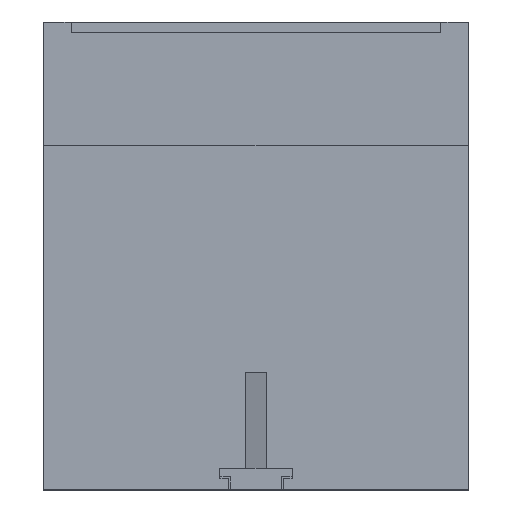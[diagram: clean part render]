
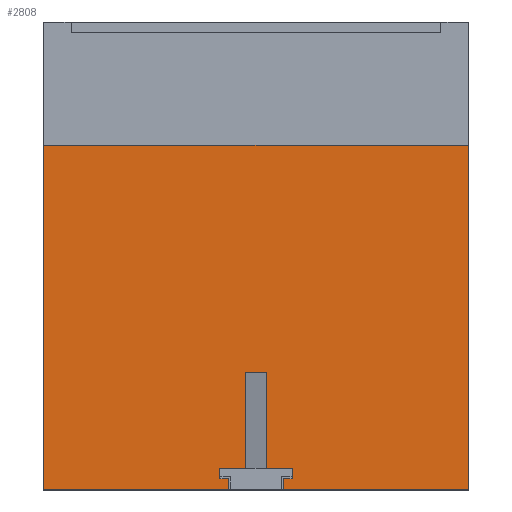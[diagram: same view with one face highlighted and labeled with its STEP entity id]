
A CAD part, top view. The second image highlights one B-rep face of the part: STEP entity #2808.
In plain terms, the highlighted planar face has unit normal (0, 0, 1).
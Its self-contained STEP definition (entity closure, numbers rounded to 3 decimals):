
#5 = CARTESIAN_POINT ( 'NONE',  ( -56.608, 2.5, 4.058 ) ) ;
#15 = ORIENTED_EDGE ( 'NONE', *, *, #1788, .F. ) ;
#126 = ORIENTED_EDGE ( 'NONE', *, *, #3788, .F. ) ;
#225 = LINE ( 'NONE', #463, #5133 ) ;
#268 = VERTEX_POINT ( 'NONE', #3853 ) ;
#303 = LINE ( 'NONE', #3166, #435 ) ;
#333 = VECTOR ( 'NONE', #5231, 1000. ) ;
#344 = CARTESIAN_POINT ( 'NONE',  ( -13.108, 110., 4.058 ) ) ;
#369 = CARTESIAN_POINT ( 'NONE',  ( -13.108, 81., 4.058 ) ) ;
#380 = DIRECTION ( 'NONE',  ( 0., 1., 0. ) ) ;
#435 = VECTOR ( 'NONE', #1554, 1000. ) ;
#457 = EDGE_CURVE ( 'NONE', #5020, #5149, #303, .T. ) ;
#463 = CARTESIAN_POINT ( 'NONE',  ( -69.608, 0., 4.058 ) ) ;
#618 = VECTOR ( 'NONE', #2639, 1000. ) ;
#797 = DIRECTION ( 'NONE',  ( 0., 1., 0. ) ) ;
#800 = VERTEX_POINT ( 'NONE', #3104 ) ;
#831 = VECTOR ( 'NONE', #5280, 1000. ) ;
#836 = CARTESIAN_POINT ( 'NONE',  ( -113.108, 81., 4.058 ) ) ;
#858 = VECTOR ( 'NONE', #797, 1000. ) ;
#909 = AXIS2_PLACEMENT_3D ( 'NONE', #2671, #3089, #5213 ) ;
#1012 = EDGE_CURVE ( 'NONE', #5020, #800, #5406, .T. ) ;
#1020 = CARTESIAN_POINT ( 'NONE',  ( -113.108, 0., 4.058 ) ) ;
#1022 = CARTESIAN_POINT ( 'NONE',  ( -113.108, 0., 4.058 ) ) ;
#1068 = LINE ( 'NONE', #4403, #2346 ) ;
#1107 = LINE ( 'NONE', #2099, #2212 ) ;
#1123 = LINE ( 'NONE', #5350, #4049 ) ;
#1189 = VERTEX_POINT ( 'NONE', #5057 ) ;
#1272 = CARTESIAN_POINT ( 'NONE',  ( -69.608, 2.5, 4.058 ) ) ;
#1412 = DIRECTION ( 'NONE',  ( 0., -1., 0. ) ) ;
#1451 = CARTESIAN_POINT ( 'NONE',  ( -65.608, 27.5, 4.058 ) ) ;
#1554 = DIRECTION ( 'NONE',  ( 1., 0., 0. ) ) ;
#1556 = CARTESIAN_POINT ( 'NONE',  ( -69.608, 2.5, 4.058 ) ) ;
#1598 = CARTESIAN_POINT ( 'NONE',  ( -54.608, 5., 4.058 ) ) ;
#1627 = EDGE_CURVE ( 'NONE', #4047, #2064, #225, .T. ) ;
#1637 = CARTESIAN_POINT ( 'NONE',  ( -69.608, 0., 4.058 ) ) ;
#1754 = ORIENTED_EDGE ( 'NONE', *, *, #3670, .T. ) ;
#1784 = ORIENTED_EDGE ( 'NONE', *, *, #1627, .F. ) ;
#1788 = EDGE_CURVE ( 'NONE', #2626, #3966, #3498, .T. ) ;
#1857 = EDGE_CURVE ( 'NONE', #4687, #5149, #4847, .T. ) ;
#1870 = ORIENTED_EDGE ( 'NONE', *, *, #1012, .F. ) ;
#1975 = DIRECTION ( 'NONE',  ( -1., 0., 0. ) ) ;
#1992 = CARTESIAN_POINT ( 'NONE',  ( -54.608, 2.5, 4.058 ) ) ;
#2000 = CARTESIAN_POINT ( 'NONE',  ( -13.108, 0., 4.058 ) ) ;
#2064 = VERTEX_POINT ( 'NONE', #1637 ) ;
#2099 = CARTESIAN_POINT ( 'NONE',  ( -60.608, 0., 4.058 ) ) ;
#2212 = VECTOR ( 'NONE', #380, 1000. ) ;
#2219 = CARTESIAN_POINT ( 'NONE',  ( -113.108, 110., 4.058 ) ) ;
#2238 = EDGE_CURVE ( 'NONE', #3673, #2328, #2949, .T. ) ;
#2296 = CARTESIAN_POINT ( 'NONE',  ( -53.608, 5., 4.058 ) ) ;
#2301 = CARTESIAN_POINT ( 'NONE',  ( -54.608, 5., 4.058 ) ) ;
#2328 = VERTEX_POINT ( 'NONE', #1020 ) ;
#2346 = VECTOR ( 'NONE', #5290, 1000. ) ;
#2361 = ORIENTED_EDGE ( 'NONE', *, *, #4994, .F. ) ;
#2367 = EDGE_CURVE ( 'NONE', #2711, #2919, #1068, .T. ) ;
#2402 = ORIENTED_EDGE ( 'NONE', *, *, #3124, .T. ) ;
#2418 = LINE ( 'NONE', #2296, #333 ) ;
#2456 = EDGE_LOOP ( 'NONE', ( #2361, #126, #5253, #1870, #2845, #4419, #5246, #3422, #4471, #1784, #1754, #15, #3276, #3413, #2402, #3744 ) ) ;
#2611 = VECTOR ( 'NONE', #4972, 1000. ) ;
#2612 = CARTESIAN_POINT ( 'NONE',  ( -53.608, 5., 4.058 ) ) ;
#2626 = VERTEX_POINT ( 'NONE', #4141 ) ;
#2639 = DIRECTION ( 'NONE',  ( 1., 0., 0. ) ) ;
#2663 = LINE ( 'NONE', #1598, #858 ) ;
#2671 = CARTESIAN_POINT ( 'NONE',  ( -113.108, 110., 4.058 ) ) ;
#2711 = VERTEX_POINT ( 'NONE', #5103 ) ;
#2807 = CARTESIAN_POINT ( 'NONE',  ( -113.108, 81., 4.058 ) ) ;
#2808 = ADVANCED_FACE ( 'NONE', ( #3532 ), #5199, .F. ) ;
#2845 = ORIENTED_EDGE ( 'NONE', *, *, #457, .T. ) ;
#2919 = VERTEX_POINT ( 'NONE', #1451 ) ;
#2949 = LINE ( 'NONE', #2219, #5119 ) ;
#2950 = LINE ( 'NONE', #2612, #4140 ) ;
#3038 = VECTOR ( 'NONE', #3214, 1000. ) ;
#3042 = DIRECTION ( 'NONE',  ( -1., 0., 0. ) ) ;
#3089 = DIRECTION ( 'NONE',  ( 0., 0., -1. ) ) ;
#3093 = VECTOR ( 'NONE', #4147, 1000. ) ;
#3104 = CARTESIAN_POINT ( 'NONE',  ( -56.608, 2.5, 4.058 ) ) ;
#3124 = EDGE_CURVE ( 'NONE', #2919, #1189, #1123, .T. ) ;
#3144 = CARTESIAN_POINT ( 'NONE',  ( -56.608, 0., 4.058 ) ) ;
#3147 = EDGE_CURVE ( 'NONE', #3673, #4687, #4820, .T. ) ;
#3159 = VERTEX_POINT ( 'NONE', #1992 ) ;
#3161 = CARTESIAN_POINT ( 'NONE',  ( -71.608, 0., 4.058 ) ) ;
#3166 = CARTESIAN_POINT ( 'NONE',  ( -113.108, 0., 4.058 ) ) ;
#3214 = DIRECTION ( 'NONE',  ( 0., -1., 0. ) ) ;
#3276 = ORIENTED_EDGE ( 'NONE', *, *, #4748, .F. ) ;
#3413 = ORIENTED_EDGE ( 'NONE', *, *, #2367, .T. ) ;
#3422 = ORIENTED_EDGE ( 'NONE', *, *, #2238, .T. ) ;
#3445 = VERTEX_POINT ( 'NONE', #2301 ) ;
#3497 = LINE ( 'NONE', #5, #3093 ) ;
#3498 = LINE ( 'NONE', #3161, #3038 ) ;
#3532 = FACE_OUTER_BOUND ( 'NONE', #2456, .T. ) ;
#3670 = EDGE_CURVE ( 'NONE', #4047, #3966, #4952, .T. ) ;
#3673 = VERTEX_POINT ( 'NONE', #836 ) ;
#3744 = ORIENTED_EDGE ( 'NONE', *, *, #4025, .F. ) ;
#3788 = EDGE_CURVE ( 'NONE', #3159, #3445, #2663, .T. ) ;
#3829 = LINE ( 'NONE', #1022, #618 ) ;
#3831 = DIRECTION ( 'NONE',  ( 0., -1., 0. ) ) ;
#3853 = CARTESIAN_POINT ( 'NONE',  ( -60.608, 5., 4.058 ) ) ;
#3966 = VERTEX_POINT ( 'NONE', #4743 ) ;
#4025 = EDGE_CURVE ( 'NONE', #268, #1189, #1107, .T. ) ;
#4047 = VERTEX_POINT ( 'NONE', #1272 ) ;
#4049 = VECTOR ( 'NONE', #5372, 1000. ) ;
#4140 = VECTOR ( 'NONE', #3042, 1000. ) ;
#4141 = CARTESIAN_POINT ( 'NONE',  ( -71.608, 5., 4.058 ) ) ;
#4147 = DIRECTION ( 'NONE',  ( 1., 0., 0. ) ) ;
#4272 = EDGE_CURVE ( 'NONE', #2328, #2064, #3829, .T. ) ;
#4403 = CARTESIAN_POINT ( 'NONE',  ( -65.608, 0., 4.058 ) ) ;
#4413 = VECTOR ( 'NONE', #5357, 1000. ) ;
#4419 = ORIENTED_EDGE ( 'NONE', *, *, #1857, .F. ) ;
#4439 = CARTESIAN_POINT ( 'NONE',  ( -56.608, 0., 4.058 ) ) ;
#4471 = ORIENTED_EDGE ( 'NONE', *, *, #4272, .T. ) ;
#4617 = EDGE_CURVE ( 'NONE', #800, #3159, #3497, .T. ) ;
#4687 = VERTEX_POINT ( 'NONE', #369 ) ;
#4743 = CARTESIAN_POINT ( 'NONE',  ( -71.608, 2.5, 4.058 ) ) ;
#4748 = EDGE_CURVE ( 'NONE', #2711, #2626, #2950, .T. ) ;
#4820 = LINE ( 'NONE', #2807, #2611 ) ;
#4847 = LINE ( 'NONE', #344, #4413 ) ;
#4952 = LINE ( 'NONE', #1556, #5363 ) ;
#4972 = DIRECTION ( 'NONE',  ( 1., 0., 0. ) ) ;
#4994 = EDGE_CURVE ( 'NONE', #3445, #268, #2418, .T. ) ;
#5020 = VERTEX_POINT ( 'NONE', #3144 ) ;
#5057 = CARTESIAN_POINT ( 'NONE',  ( -60.608, 27.5, 4.058 ) ) ;
#5103 = CARTESIAN_POINT ( 'NONE',  ( -65.608, 5., 4.058 ) ) ;
#5119 = VECTOR ( 'NONE', #1412, 1000. ) ;
#5133 = VECTOR ( 'NONE', #3831, 1000. ) ;
#5149 = VERTEX_POINT ( 'NONE', #2000 ) ;
#5199 = PLANE ( 'NONE',  #909 ) ;
#5213 = DIRECTION ( 'NONE',  ( -1., 0., 0. ) ) ;
#5231 = DIRECTION ( 'NONE',  ( -1., 0., 0. ) ) ;
#5246 = ORIENTED_EDGE ( 'NONE', *, *, #3147, .F. ) ;
#5253 = ORIENTED_EDGE ( 'NONE', *, *, #4617, .F. ) ;
#5280 = DIRECTION ( 'NONE',  ( 0., 1., 0. ) ) ;
#5290 = DIRECTION ( 'NONE',  ( 0., 1., 0. ) ) ;
#5350 = CARTESIAN_POINT ( 'NONE',  ( -65.608, 27.5, 4.058 ) ) ;
#5357 = DIRECTION ( 'NONE',  ( 0., -1., 0. ) ) ;
#5363 = VECTOR ( 'NONE', #1975, 1000. ) ;
#5372 = DIRECTION ( 'NONE',  ( 1., 0., 0. ) ) ;
#5406 = LINE ( 'NONE', #4439, #831 ) ;
